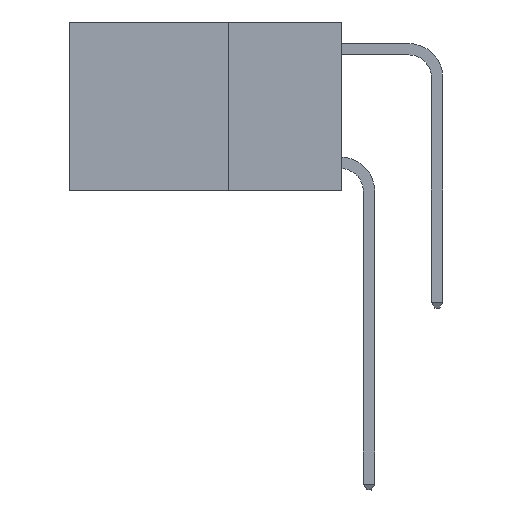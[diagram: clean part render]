
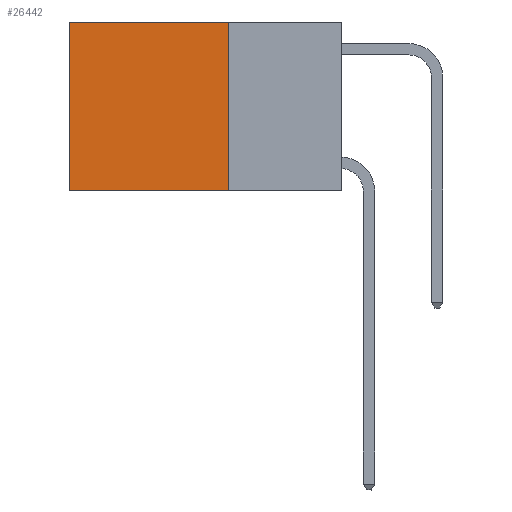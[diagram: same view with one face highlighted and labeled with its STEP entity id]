
A CAD part, left-side view. The second image highlights one B-rep face of the part: STEP entity #26442.
In plain terms, the highlighted planar face has unit normal (-1, 0, 0).
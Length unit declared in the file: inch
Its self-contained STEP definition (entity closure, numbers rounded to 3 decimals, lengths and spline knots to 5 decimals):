
#143 = VERTEX_POINT ( 'NONE', #15589 ) ;
#264 = CARTESIAN_POINT ( 'NONE',  ( 0.2625, 0.25, 0. ) ) ;
#358 = ORIENTED_EDGE ( 'NONE', *, *, #13194, .F. ) ;
#1218 = CARTESIAN_POINT ( 'NONE',  ( 0.2625, 0.25, 0. ) ) ;
#2034 = VECTOR ( 'NONE', #10930, 39.37008 ) ;
#2809 = LINE ( 'NONE', #19761, #2034 ) ;
#3310 = LINE ( 'NONE', #1218, #26570 ) ;
#3973 = DIRECTION ( 'NONE',  ( 0., 0., -1. ) ) ;
#4172 = ORIENTED_EDGE ( 'NONE', *, *, #19743, .T. ) ;
#4387 = FACE_OUTER_BOUND ( 'NONE', #22808, .T. ) ;
#4468 = DIRECTION ( 'NONE',  ( 0., 0., -1. ) ) ;
#4660 = VECTOR ( 'NONE', #4468, 39.37008 ) ;
#5156 = ORIENTED_EDGE ( 'NONE', *, *, #12395, .T. ) ;
#5216 = VERTEX_POINT ( 'NONE', #20683 ) ;
#7520 = DIRECTION ( 'NONE',  ( 0., 1., 0. ) ) ;
#8823 = ORIENTED_EDGE ( 'NONE', *, *, #23611, .F. ) ;
#10801 = VERTEX_POINT ( 'NONE', #16676 ) ;
#10930 = DIRECTION ( 'NONE',  ( 0., 1., 0. ) ) ;
#12395 = EDGE_CURVE ( 'NONE', #5216, #18826, #15786, .T. ) ;
#13060 = DIRECTION ( 'NONE',  ( 1., 0., 0. ) ) ;
#13194 = EDGE_CURVE ( 'NONE', #10801, #143, #13310, .T. ) ;
#13310 = LINE ( 'NONE', #264, #4660 ) ;
#15589 = CARTESIAN_POINT ( 'NONE',  ( 0.2625, 0.25, -0.37 ) ) ;
#15786 = LINE ( 'NONE', #20536, #16075 ) ;
#16075 = VECTOR ( 'NONE', #17893, 39.37008 ) ;
#16676 = CARTESIAN_POINT ( 'NONE',  ( 0.2625, 0.25, 0. ) ) ;
#17893 = DIRECTION ( 'NONE',  ( 0., 0., -1. ) ) ;
#18826 = VERTEX_POINT ( 'NONE', #22581 ) ;
#19743 = EDGE_CURVE ( 'NONE', #10801, #5216, #3310, .T. ) ;
#19761 = CARTESIAN_POINT ( 'NONE',  ( 0.2625, 0.25, -0.37 ) ) ;
#20536 = CARTESIAN_POINT ( 'NONE',  ( 0.2625, 0.6, 0. ) ) ;
#20683 = CARTESIAN_POINT ( 'NONE',  ( 0.2625, 0.6, 0. ) ) ;
#21480 = CARTESIAN_POINT ( 'NONE',  ( 0.2625, 0.25, 0. ) ) ;
#22581 = CARTESIAN_POINT ( 'NONE',  ( 0.2625, 0.6, -0.37 ) ) ;
#22808 = EDGE_LOOP ( 'NONE', ( #5156, #8823, #358, #4172 ) ) ;
#23437 = PLANE ( 'NONE',  #24256 ) ;
#23611 = EDGE_CURVE ( 'NONE', #143, #18826, #2809, .T. ) ;
#24256 = AXIS2_PLACEMENT_3D ( 'NONE', #21480, #13060, #3973 ) ;
#26442 = ADVANCED_FACE ( 'NONE', ( #4387 ), #23437, .F. ) ;
#26570 = VECTOR ( 'NONE', #7520, 39.37008 ) ;
